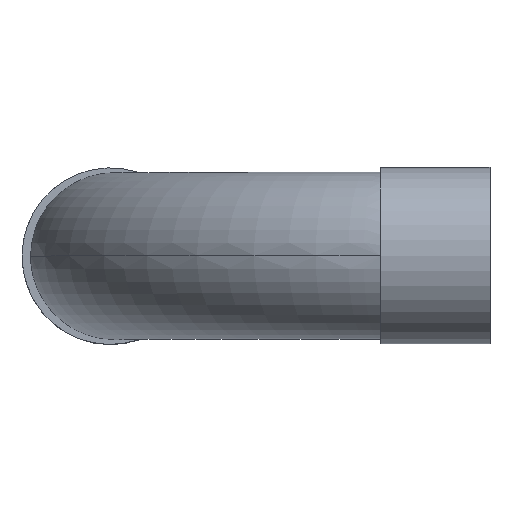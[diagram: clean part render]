
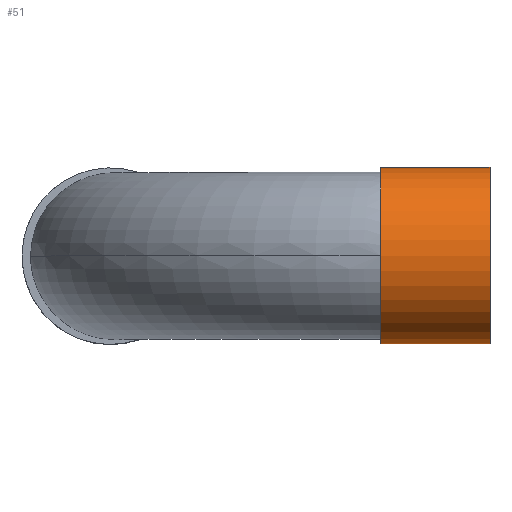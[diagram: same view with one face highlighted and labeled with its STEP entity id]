
A CAD part, top view. The second image highlights one B-rep face of the part: STEP entity #51.
In plain terms, the highlighted cylindrical face has radius 20 mm (diameter 40 mm), a partial arc.
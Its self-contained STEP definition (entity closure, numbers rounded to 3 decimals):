
#51=ADVANCED_FACE('',(#109),#110,.T.);
#109=FACE_OUTER_BOUND('',#175,.T.);
#110=CYLINDRICAL_SURFACE('',#176,20.0);
#175=EDGE_LOOP('',(#258,#259,#260,#261));
#176=AXIS2_PLACEMENT_3D('',#262,#263,#264);
#258=ORIENTED_EDGE('',*,*,#403,.F.);
#259=ORIENTED_EDGE('',*,*,#404,.F.);
#260=ORIENTED_EDGE('',*,*,#405,.F.);
#261=ORIENTED_EDGE('',*,*,#406,.F.);
#262=CARTESIAN_POINT('',(67.405,0.0,86.0));
#263=DIRECTION('',(-1.0,0.0,0.0));
#264=DIRECTION('',(0.0,-1.0,0.0));
#403=EDGE_CURVE('',#482,#483,#484,.T.);
#404=EDGE_CURVE('',#485,#482,#486,.T.);
#405=EDGE_CURVE('',#487,#485,#488,.T.);
#406=EDGE_CURVE('',#483,#487,#489,.T.);
#482=VERTEX_POINT('',#990);
#483=VERTEX_POINT('',#991);
#484=LINE('',#992,#993);
#485=VERTEX_POINT('',#994);
#486=CIRCLE('',#995,20.0);
#487=VERTEX_POINT('',#996);
#488=LINE('',#997,#998);
#489=CIRCLE('',#999,20.0);
#990=CARTESIAN_POINT('',(86.0,-20.0,86.0));
#991=CARTESIAN_POINT('',(61.207,-20.0,86.0));
#992=CARTESIAN_POINT('',(67.405,-20.0,86.0));
#993=VECTOR('',#1462,1.0);
#994=CARTESIAN_POINT('',(86.0,20.0,86.0));
#995=AXIS2_PLACEMENT_3D('',#1463,#1464,#1465);
#996=CARTESIAN_POINT('',(61.207,20.0,86.0));
#997=CARTESIAN_POINT('',(67.405,20.0,86.0));
#998=VECTOR('',#1466,1.0);
#999=AXIS2_PLACEMENT_3D('',#1467,#1468,#1469);
#1462=DIRECTION('',(-1.0,0.0,0.0));
#1463=CARTESIAN_POINT('',(86.0,0.0,86.0));
#1464=DIRECTION('',(1.0,0.0,0.0));
#1465=DIRECTION('',(0.0,-1.0,0.0));
#1466=DIRECTION('',(1.0,-0.0,-0.0));
#1467=CARTESIAN_POINT('',(61.207,0.0,86.0));
#1468=DIRECTION('',(-1.0,0.0,0.0));
#1469=DIRECTION('',(0.0,-1.0,0.0));
